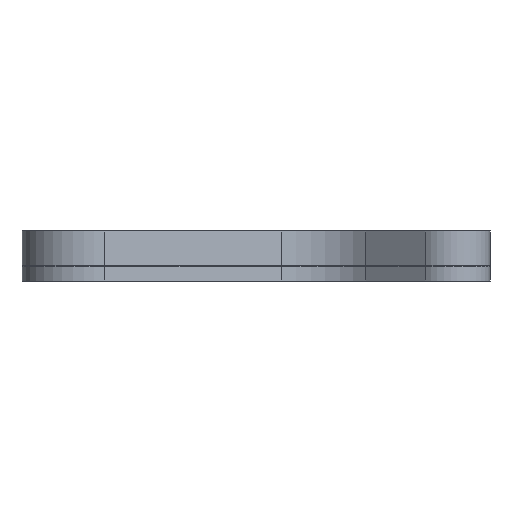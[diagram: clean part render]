
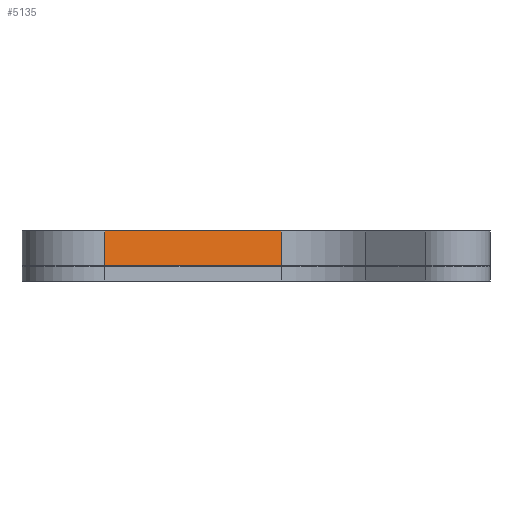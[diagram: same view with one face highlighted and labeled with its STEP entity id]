
A CAD part, left-side view. The second image highlights one B-rep face of the part: STEP entity #5135.
In plain terms, the highlighted planar face has unit normal (-0.943, -0.332, 0).
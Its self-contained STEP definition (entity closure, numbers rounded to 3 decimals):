
#1013 = PLANE('',#1014);
#1014 = AXIS2_PLACEMENT_3D('',#1015,#1016,#1017);
#1015 = CARTESIAN_POINT('',(-3.074,-38.801,-0.95));
#1016 = DIRECTION('',(-0.,-0.,1.));
#1017 = DIRECTION('',(0.,1.,0.));
#2875 = VERTEX_POINT('',#2876);
#2876 = CARTESIAN_POINT('',(-8.05,-18.397,-0.95));
#2891 = CYLINDRICAL_SURFACE('',#2892,8.853);
#2892 = AXIS2_PLACEMENT_3D('',#2893,#2894,#2895);
#2893 = CARTESIAN_POINT('',(-16.402,-21.335,-0.95));
#2894 = DIRECTION('',(-0.,-0.,1.));
#2895 = DIRECTION('',(0.769,-0.639,-0.));
#2903 = EDGE_CURVE('',#2875,#2904,#2906,.T.);
#2904 = VERTEX_POINT('',#2905);
#2905 = CARTESIAN_POINT('',(-14.384,-0.392,-0.95));
#2906 = SURFACE_CURVE('',#2907,(#2911,#2918),.PCURVE_S1.);
#2907 = LINE('',#2908,#2909);
#2908 = CARTESIAN_POINT('',(-8.05,-18.397,-0.95));
#2909 = VECTOR('',#2910,1.);
#2910 = DIRECTION('',(-0.332,0.943,0.));
#2911 = PCURVE('',#1013,#2912);
#2912 = DEFINITIONAL_REPRESENTATION('',(#2913),#2917);
#2913 = LINE('',#2914,#2915);
#2914 = CARTESIAN_POINT('',(20.404,4.977));
#2915 = VECTOR('',#2916,1.);
#2916 = DIRECTION('',(0.943,0.332));
#2917 = ( GEOMETRIC_REPRESENTATION_CONTEXT(2) 
PARAMETRIC_REPRESENTATION_CONTEXT() REPRESENTATION_CONTEXT('2D SPACE',''
  ) );
#2918 = PCURVE('',#2919,#2924);
#2919 = PLANE('',#2920);
#2920 = AXIS2_PLACEMENT_3D('',#2921,#2922,#2923);
#2921 = CARTESIAN_POINT('',(-8.05,-18.397,-0.95));
#2922 = DIRECTION('',(0.943,0.332,-0.));
#2923 = DIRECTION('',(0.,0.,-1.));
#2924 = DEFINITIONAL_REPRESENTATION('',(#2925),#2929);
#2925 = LINE('',#2926,#2927);
#2926 = CARTESIAN_POINT('',(-0.,0.));
#2927 = VECTOR('',#2928,1.);
#2928 = DIRECTION('',(-0.,1.));
#2929 = ( GEOMETRIC_REPRESENTATION_CONTEXT(2) 
PARAMETRIC_REPRESENTATION_CONTEXT() REPRESENTATION_CONTEXT('2D SPACE',''
  ) );
#2952 = CYLINDRICAL_SURFACE('',#2953,6.338);
#2953 = AXIS2_PLACEMENT_3D('',#2954,#2955,#2956);
#2954 = CARTESIAN_POINT('',(-8.405,1.712,-0.95));
#2955 = DIRECTION('',(-0.,-0.,1.));
#2956 = DIRECTION('',(-0.943,-0.332,-0.));
#3571 = PLANE('',#3572);
#3572 = AXIS2_PLACEMENT_3D('',#3573,#3574,#3575);
#3573 = CARTESIAN_POINT('',(-3.074,-39.681,2.55));
#3574 = DIRECTION('',(-0.,0.,-1.));
#3575 = DIRECTION('',(0.,-1.,0.));
#5086 = EDGE_CURVE('',#2875,#5087,#5089,.T.);
#5087 = VERTEX_POINT('',#5088);
#5088 = CARTESIAN_POINT('',(-8.05,-18.397,2.55));
#5089 = SURFACE_CURVE('',#5090,(#5094,#5101),.PCURVE_S1.);
#5090 = LINE('',#5091,#5092);
#5091 = CARTESIAN_POINT('',(-8.05,-18.397,-0.95));
#5092 = VECTOR('',#5093,1.);
#5093 = DIRECTION('',(-0.,-0.,1.));
#5094 = PCURVE('',#2891,#5095);
#5095 = DEFINITIONAL_REPRESENTATION('',(#5096),#5100);
#5096 = LINE('',#5097,#5098);
#5097 = CARTESIAN_POINT('',(1.032,0.));
#5098 = VECTOR('',#5099,1.);
#5099 = DIRECTION('',(0.,1.));
#5100 = ( GEOMETRIC_REPRESENTATION_CONTEXT(2) 
PARAMETRIC_REPRESENTATION_CONTEXT() REPRESENTATION_CONTEXT('2D SPACE',''
  ) );
#5101 = PCURVE('',#2919,#5102);
#5102 = DEFINITIONAL_REPRESENTATION('',(#5103),#5107);
#5103 = LINE('',#5104,#5105);
#5104 = CARTESIAN_POINT('',(0.,-0.));
#5105 = VECTOR('',#5106,1.);
#5106 = DIRECTION('',(-1.,0.));
#5107 = ( GEOMETRIC_REPRESENTATION_CONTEXT(2) 
PARAMETRIC_REPRESENTATION_CONTEXT() REPRESENTATION_CONTEXT('2D SPACE',''
  ) );
#5135 = ADVANCED_FACE('',(#5136),#2919,.F.);
#5136 = FACE_BOUND('',#5137,.T.);
#5137 = EDGE_LOOP('',(#5138,#5139,#5140,#5163));
#5138 = ORIENTED_EDGE('',*,*,#2903,.F.);
#5139 = ORIENTED_EDGE('',*,*,#5086,.T.);
#5140 = ORIENTED_EDGE('',*,*,#5141,.T.);
#5141 = EDGE_CURVE('',#5087,#5142,#5144,.T.);
#5142 = VERTEX_POINT('',#5143);
#5143 = CARTESIAN_POINT('',(-14.384,-0.392,2.55));
#5144 = SURFACE_CURVE('',#5145,(#5149,#5156),.PCURVE_S1.);
#5145 = LINE('',#5146,#5147);
#5146 = CARTESIAN_POINT('',(-8.05,-18.397,2.55));
#5147 = VECTOR('',#5148,1.);
#5148 = DIRECTION('',(-0.332,0.943,0.));
#5149 = PCURVE('',#2919,#5150);
#5150 = DEFINITIONAL_REPRESENTATION('',(#5151),#5155);
#5151 = LINE('',#5152,#5153);
#5152 = CARTESIAN_POINT('',(-3.5,0.));
#5153 = VECTOR('',#5154,1.);
#5154 = DIRECTION('',(-0.,1.));
#5155 = ( GEOMETRIC_REPRESENTATION_CONTEXT(2) 
PARAMETRIC_REPRESENTATION_CONTEXT() REPRESENTATION_CONTEXT('2D SPACE',''
  ) );
#5156 = PCURVE('',#3571,#5157);
#5157 = DEFINITIONAL_REPRESENTATION('',(#5158),#5162);
#5158 = LINE('',#5159,#5160);
#5159 = CARTESIAN_POINT('',(-21.284,4.977));
#5160 = VECTOR('',#5161,1.);
#5161 = DIRECTION('',(-0.943,0.332));
#5162 = ( GEOMETRIC_REPRESENTATION_CONTEXT(2) 
PARAMETRIC_REPRESENTATION_CONTEXT() REPRESENTATION_CONTEXT('2D SPACE',''
  ) );
#5163 = ORIENTED_EDGE('',*,*,#5164,.F.);
#5164 = EDGE_CURVE('',#2904,#5142,#5165,.T.);
#5165 = SURFACE_CURVE('',#5166,(#5170,#5177),.PCURVE_S1.);
#5166 = LINE('',#5167,#5168);
#5167 = CARTESIAN_POINT('',(-14.384,-0.392,-0.95));
#5168 = VECTOR('',#5169,1.);
#5169 = DIRECTION('',(-0.,-0.,1.));
#5170 = PCURVE('',#2919,#5171);
#5171 = DEFINITIONAL_REPRESENTATION('',(#5172),#5176);
#5172 = LINE('',#5173,#5174);
#5173 = CARTESIAN_POINT('',(-0.,19.087));
#5174 = VECTOR('',#5175,1.);
#5175 = DIRECTION('',(-1.,0.));
#5176 = ( GEOMETRIC_REPRESENTATION_CONTEXT(2) 
PARAMETRIC_REPRESENTATION_CONTEXT() REPRESENTATION_CONTEXT('2D SPACE',''
  ) );
#5177 = PCURVE('',#2952,#5178);
#5178 = DEFINITIONAL_REPRESENTATION('',(#5179),#5183);
#5179 = LINE('',#5180,#5181);
#5180 = CARTESIAN_POINT('',(-0.,0.));
#5181 = VECTOR('',#5182,1.);
#5182 = DIRECTION('',(-0.,1.));
#5183 = ( GEOMETRIC_REPRESENTATION_CONTEXT(2) 
PARAMETRIC_REPRESENTATION_CONTEXT() REPRESENTATION_CONTEXT('2D SPACE',''
  ) );
